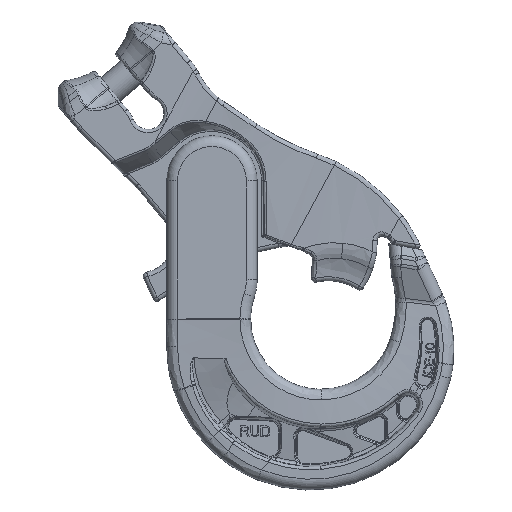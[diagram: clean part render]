
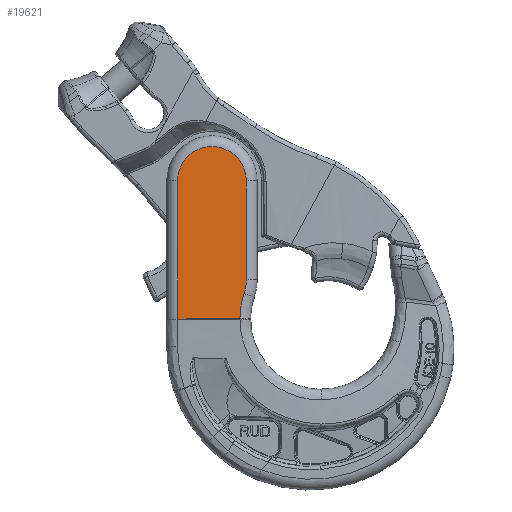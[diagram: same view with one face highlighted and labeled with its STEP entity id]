
A CAD part, top view. The second image highlights one B-rep face of the part: STEP entity #19621.
In plain terms, the highlighted planar face has unit normal (0, 0, 1).
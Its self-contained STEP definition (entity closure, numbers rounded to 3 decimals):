
#4239=CARTESIAN_POINT('',(0.,0.,18.));
#4240=DIRECTION('',(0.,0.,1.));
#4241=DIRECTION('',(-0.948,0.319,0.));
#4242=AXIS2_PLACEMENT_3D('',#4239,#4240,#4241);
#4244=CARTESIAN_POINT('',(-66.5,0.086,18.));
#4245=CARTESIAN_POINT('',(-65.564,0.087,18.));
#4246=CARTESIAN_POINT('',(-63.751,0.09,18.));
#4247=CARTESIAN_POINT('',(-61.239,0.093,
18.));
#4248=CARTESIAN_POINT('',(-58.843,0.097,
18.));
#4249=CARTESIAN_POINT('',(-56.514,0.101,
18.));
#4250=CARTESIAN_POINT('',(-54.208,0.106,
18.));
#4251=CARTESIAN_POINT('',(-51.91,0.11,
18.));
#4252=CARTESIAN_POINT('',(-49.614,0.115,
18.));
#4253=CARTESIAN_POINT('',(-47.309,0.121,
18.));
#4254=CARTESIAN_POINT('',(-44.974,0.127,
18.));
#4255=CARTESIAN_POINT('',(-42.585,0.134,
18.));
#4256=CARTESIAN_POINT('',(-40.082,0.143,
18.));
#4257=CARTESIAN_POINT('',(-38.369,0.149,
18.));
#4258=CARTESIAN_POINT('',(-37.5,0.153,
18.));
#4260=DIRECTION('',(0.,1.,0.));
#4261=VECTOR('',#4260,64.164);
#4262=CARTESIAN_POINT('',(-66.5,0.086,18.));
#4263=LINE('',#4262,#4261);
#4264=CARTESIAN_POINT('',(-50.5,64.25,18.));
#4265=DIRECTION('',(0.,0.,-1.));
#4266=DIRECTION('',(-1.,0.,0.));
#4267=AXIS2_PLACEMENT_3D('',#4264,#4265,#4266);
#4269=DIRECTION('',(0.,-1.,0.));
#4270=VECTOR('',#4269,45.92);
#4271=CARTESIAN_POINT('',(-34.5,64.25,18.));
#4272=LINE('',#4271,#4270);
#4273=CARTESIAN_POINT('',(-54.5,18.33,18.));
#4274=DIRECTION('',(0.,0.,-1.));
#4275=DIRECTION('',(1.,0.,0.));
#4276=AXIS2_PLACEMENT_3D('',#4273,#4274,#4275);
#9883=CARTESIAN_POINT('',(-35.543,11.955,18.));
#9884=CARTESIAN_POINT('',(-37.5,0.153,18.));
#9885=VERTEX_POINT('',#9883);
#9886=VERTEX_POINT('',#9884);
#9893=CARTESIAN_POINT('',(-34.5,18.33,18.));
#9894=VERTEX_POINT('',#9893);
#9897=CARTESIAN_POINT('',(-34.5,64.25,18.));
#9898=VERTEX_POINT('',#9897);
#9901=CARTESIAN_POINT('',(-66.5,64.25,18.));
#9902=VERTEX_POINT('',#9901);
#9903=CARTESIAN_POINT('',(-66.5,0.086,18.));
#9904=VERTEX_POINT('',#9903);
#19604=CARTESIAN_POINT('',(0.,0.,18.));
#19605=DIRECTION('',(0.,0.,1.));
#19606=DIRECTION('',(1.,0.,0.));
#19607=AXIS2_PLACEMENT_3D('',#19604,#19605,#19606);
#19608=PLANE('',#19607);
#19609=ORIENTED_EDGE('',*,*,#19595,.T.);
#19611=ORIENTED_EDGE('',*,*,#19610,.F.);
#19613=ORIENTED_EDGE('',*,*,#19612,.T.);
#19615=ORIENTED_EDGE('',*,*,#19614,.T.);
#19617=ORIENTED_EDGE('',*,*,#19616,.T.);
#19618=ORIENTED_EDGE('',*,*,#19583,.T.);
#19619=EDGE_LOOP('',(#19609,#19611,#19613,#19615,#19617,#19618));
#19620=FACE_OUTER_BOUND('',#19619,.F.);
#19621=ADVANCED_FACE('',(#19620),#19608,.T.);
#4243=CIRCLE('',#4242,37.5);
#4259=B_SPLINE_CURVE_WITH_KNOTS('',3,(#4244,#4245,#4246,#4247,#4248,#4249,#4250,
#4251,#4252,#4253,#4254,#4255,#4256,#4257,#4258),.UNSPECIFIED.,.F.,.F.,(4,1,1,1,
1,1,1,1,1,1,1,1,4),(0.,0.083,0.167,0.25,
0.333,0.417,0.5,0.583,0.667,
0.75,0.833,0.917,1.),.UNSPECIFIED.);
#4268=CIRCLE('',#4267,16.);
#4277=CIRCLE('',#4276,20.);
#19583=EDGE_CURVE('',#9894,#9885,#4277,.T.);
#19595=EDGE_CURVE('',#9885,#9886,#4243,.T.);
#19610=EDGE_CURVE('',#9904,#9886,#4259,.T.);
#19612=EDGE_CURVE('',#9904,#9902,#4263,.T.);
#19614=EDGE_CURVE('',#9902,#9898,#4268,.T.);
#19616=EDGE_CURVE('',#9898,#9894,#4272,.T.);
